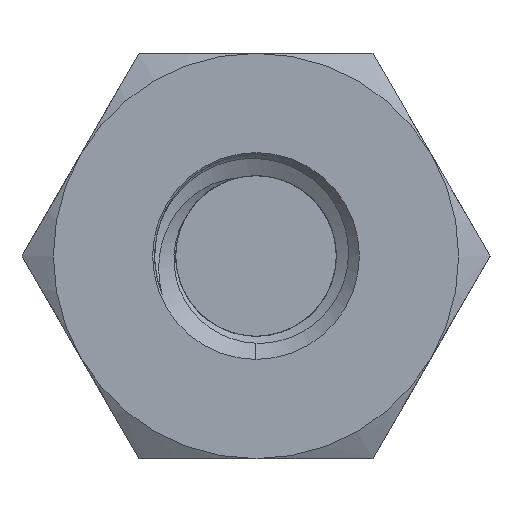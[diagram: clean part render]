
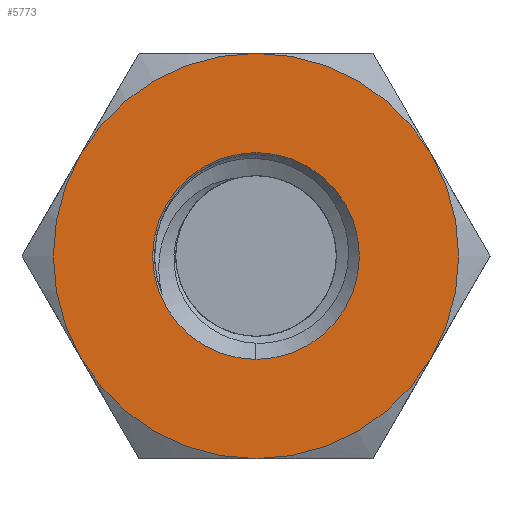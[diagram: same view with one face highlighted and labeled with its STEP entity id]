
A CAD part, left-side view. The second image highlights one B-rep face of the part: STEP entity #5773.
In plain terms, the highlighted planar face has unit normal (-1, 0, 0).
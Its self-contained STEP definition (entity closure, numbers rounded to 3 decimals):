
#141 = AXIS2_PLACEMENT_3D ( 'NONE', #314, #795, #6820 ) ;
#225 = EDGE_CURVE ( 'NONE', #5211, #7030, #1020, .T. ) ;
#279 = EDGE_LOOP ( 'NONE', ( #6373, #3987, #1318, #1847, #6881, #2997 ) ) ;
#288 = VERTEX_POINT ( 'NONE', #1228 ) ;
#314 = CARTESIAN_POINT ( 'NONE',  ( -20., 0., 0. ) ) ;
#330 = AXIS2_PLACEMENT_3D ( 'NONE', #3473, #2370, #6272 ) ;
#557 = CARTESIAN_POINT ( 'NONE',  ( -20., 0., 0. ) ) ;
#611 = CIRCLE ( 'NONE', #6785, 5. ) ;
#795 = DIRECTION ( 'NONE',  ( -1., 0., 0. ) ) ;
#814 = CIRCLE ( 'NONE', #5359, 5. ) ;
#1020 = CIRCLE ( 'NONE', #141, 2.551 ) ;
#1168 = DIRECTION ( 'NONE',  ( 0., 0., 1. ) ) ;
#1228 = CARTESIAN_POINT ( 'NONE',  ( -20., 4.33, -2.5 ) ) ;
#1318 = ORIENTED_EDGE ( 'NONE', *, *, #3879, .F. ) ;
#1404 = DIRECTION ( 'NONE',  ( 1., 0., 0. ) ) ;
#1654 = AXIS2_PLACEMENT_3D ( 'NONE', #1765, #1676, #1757 ) ;
#1676 = DIRECTION ( 'NONE',  ( -1., 0., 0. ) ) ;
#1742 = CARTESIAN_POINT ( 'NONE',  ( -20., 0., 0. ) ) ;
#1757 = DIRECTION ( 'NONE',  ( 0., 0., 1. ) ) ;
#1765 = CARTESIAN_POINT ( 'NONE',  ( -20., 0., 0. ) ) ;
#1847 = ORIENTED_EDGE ( 'NONE', *, *, #3361, .F. ) ;
#2087 = CARTESIAN_POINT ( 'NONE',  ( -20., 0., 0. ) ) ;
#2103 = DIRECTION ( 'NONE',  ( 0., 0., -1. ) ) ;
#2113 = DIRECTION ( 'NONE',  ( 1., 0., 0. ) ) ;
#2297 = EDGE_LOOP ( 'NONE', ( #4862, #4489 ) ) ;
#2334 = DIRECTION ( 'NONE',  ( 1., 0., 0. ) ) ;
#2363 = DIRECTION ( 'NONE',  ( 0., 0., -1. ) ) ;
#2370 = DIRECTION ( 'NONE',  ( 1., 0., 0. ) ) ;
#2409 = CARTESIAN_POINT ( 'NONE',  ( -20., 0., 5. ) ) ;
#2473 = EDGE_CURVE ( 'NONE', #7355, #6407, #2538, .T. ) ;
#2502 = CARTESIAN_POINT ( 'NONE',  ( -20., 0., 0. ) ) ;
#2538 = CIRCLE ( 'NONE', #1654, 5. ) ;
#2592 = FACE_BOUND ( 'NONE', #2297, .T. ) ;
#2997 = ORIENTED_EDGE ( 'NONE', *, *, #7260, .F. ) ;
#3074 = DIRECTION ( 'NONE',  ( 0., 0., -1. ) ) ;
#3361 = EDGE_CURVE ( 'NONE', #7355, #3439, #814, .T. ) ;
#3391 = CIRCLE ( 'NONE', #5059, 5. ) ;
#3439 = VERTEX_POINT ( 'NONE', #6648 ) ;
#3473 = CARTESIAN_POINT ( 'NONE',  ( -20., 5.774, 0. ) ) ;
#3496 = CARTESIAN_POINT ( 'NONE',  ( -20., -4.33, -2.5 ) ) ;
#3536 = VERTEX_POINT ( 'NONE', #5086 ) ;
#3840 = CARTESIAN_POINT ( 'NONE',  ( -20., 0., -2.551 ) ) ;
#3879 = EDGE_CURVE ( 'NONE', #3439, #5822, #7087, .T. ) ;
#3987 = ORIENTED_EDGE ( 'NONE', *, *, #4803, .F. ) ;
#4029 = DIRECTION ( 'NONE',  ( 0., 0., -1. ) ) ;
#4440 = CARTESIAN_POINT ( 'NONE',  ( -20., 0., 2.551 ) ) ;
#4489 = ORIENTED_EDGE ( 'NONE', *, *, #5808, .F. ) ;
#4567 = CARTESIAN_POINT ( 'NONE',  ( -20., 0., 0. ) ) ;
#4650 = DIRECTION ( 'NONE',  ( -1., 0., 0. ) ) ;
#4770 = AXIS2_PLACEMENT_3D ( 'NONE', #2502, #6404, #3074 ) ;
#4803 = EDGE_CURVE ( 'NONE', #5822, #3536, #3391, .T. ) ;
#4862 = ORIENTED_EDGE ( 'NONE', *, *, #225, .F. ) ;
#4880 = CARTESIAN_POINT ( 'NONE',  ( -20., 0., 0. ) ) ;
#5059 = AXIS2_PLACEMENT_3D ( 'NONE', #4880, #1404, #5426 ) ;
#5086 = CARTESIAN_POINT ( 'NONE',  ( -20., 0., -5. ) ) ;
#5211 = VERTEX_POINT ( 'NONE', #4440 ) ;
#5359 = AXIS2_PLACEMENT_3D ( 'NONE', #2087, #2113, #2103 ) ;
#5405 = CIRCLE ( 'NONE', #7306, 2.551 ) ;
#5426 = DIRECTION ( 'NONE',  ( 0., 0., -1. ) ) ;
#5572 = FACE_OUTER_BOUND ( 'NONE', #279, .T. ) ;
#5676 = AXIS2_PLACEMENT_3D ( 'NONE', #4567, #2334, #4029 ) ;
#5731 = DIRECTION ( 'NONE',  ( 1., 0., 0. ) ) ;
#5737 = PLANE ( 'NONE',  #330 ) ;
#5773 = ADVANCED_FACE ( 'NONE', ( #2592, #5572 ), #5737, .F. ) ;
#5808 = EDGE_CURVE ( 'NONE', #7030, #5211, #5405, .T. ) ;
#5822 = VERTEX_POINT ( 'NONE', #3496 ) ;
#6272 = DIRECTION ( 'NONE',  ( 0., 0., -1. ) ) ;
#6373 = ORIENTED_EDGE ( 'NONE', *, *, #6733, .F. ) ;
#6404 = DIRECTION ( 'NONE',  ( 1., 0., 0. ) ) ;
#6407 = VERTEX_POINT ( 'NONE', #7192 ) ;
#6588 = CIRCLE ( 'NONE', #4770, 5. ) ;
#6648 = CARTESIAN_POINT ( 'NONE',  ( -20., -4.33, 2.5 ) ) ;
#6733 = EDGE_CURVE ( 'NONE', #3536, #288, #6588, .T. ) ;
#6785 = AXIS2_PLACEMENT_3D ( 'NONE', #1742, #5731, #2363 ) ;
#6820 = DIRECTION ( 'NONE',  ( 0., 0., 1. ) ) ;
#6881 = ORIENTED_EDGE ( 'NONE', *, *, #2473, .T. ) ;
#7030 = VERTEX_POINT ( 'NONE', #3840 ) ;
#7087 = CIRCLE ( 'NONE', #5676, 5. ) ;
#7192 = CARTESIAN_POINT ( 'NONE',  ( -20., 4.33, 2.5 ) ) ;
#7260 = EDGE_CURVE ( 'NONE', #288, #6407, #611, .T. ) ;
#7306 = AXIS2_PLACEMENT_3D ( 'NONE', #557, #4650, #1168 ) ;
#7355 = VERTEX_POINT ( 'NONE', #2409 ) ;
